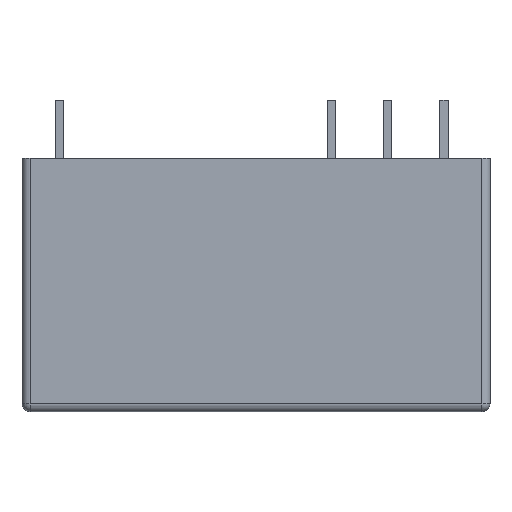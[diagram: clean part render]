
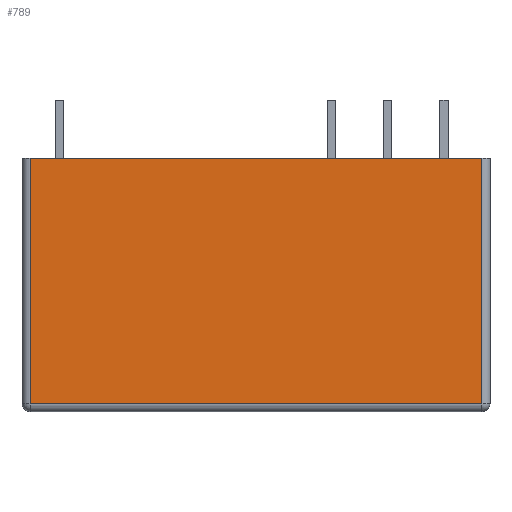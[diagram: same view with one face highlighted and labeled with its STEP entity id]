
A CAD part, front view. The second image highlights one B-rep face of the part: STEP entity #789.
In plain terms, the highlighted planar face has unit normal (0, -1, 0).
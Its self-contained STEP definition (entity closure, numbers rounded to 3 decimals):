
#95=DIRECTION('',(1.,0.,0.));
#96=VECTOR('',#95,28.);
#97=CARTESIAN_POINT('',(-14.,-6.35,0.));
#98=LINE('',#97,#96);
#250=DIRECTION('',(-1.,0.,0.));
#251=VECTOR('',#250,28.);
#252=CARTESIAN_POINT('',(14.,-6.35,-15.2));
#253=LINE('',#252,#251);
#254=DIRECTION('',(0.,0.,-1.));
#255=VECTOR('',#254,15.2);
#256=CARTESIAN_POINT('',(-14.,-6.35,0.));
#257=LINE('',#256,#255);
#263=DIRECTION('',(0.,0.,-1.));
#264=VECTOR('',#263,15.2);
#265=CARTESIAN_POINT('',(14.,-6.35,0.));
#266=LINE('',#265,#264);
#478=CARTESIAN_POINT('',(-14.,-6.35,0.));
#479=VERTEX_POINT('',#478);
#480=CARTESIAN_POINT('',(14.,-6.35,0.));
#481=VERTEX_POINT('',#480);
#569=CARTESIAN_POINT('',(14.,-6.35,-15.2));
#571=VERTEX_POINT('',#569);
#576=CARTESIAN_POINT('',(-14.,-6.35,-15.2));
#577=VERTEX_POINT('',#576);
#777=CARTESIAN_POINT('',(-14.,-6.35,0.));
#778=DIRECTION('',(0.,-1.,0.));
#779=DIRECTION('',(1.,0.,0.));
#780=AXIS2_PLACEMENT_3D('',#777,#778,#779);
#781=PLANE('',#780);
#782=ORIENTED_EDGE('',*,*,#732,.T.);
#783=ORIENTED_EDGE('',*,*,#760,.F.);
#784=ORIENTED_EDGE('',*,*,#607,.T.);
#786=ORIENTED_EDGE('',*,*,#785,.T.);
#787=EDGE_LOOP('',(#782,#783,#784,#786));
#788=FACE_OUTER_BOUND('',#787,.F.);
#789=ADVANCED_FACE('',(#788),#781,.T.);
#607=EDGE_CURVE('',#479,#481,#98,.T.);
#732=EDGE_CURVE('',#571,#577,#253,.T.);
#760=EDGE_CURVE('',#479,#577,#257,.T.);
#785=EDGE_CURVE('',#481,#571,#266,.T.);
